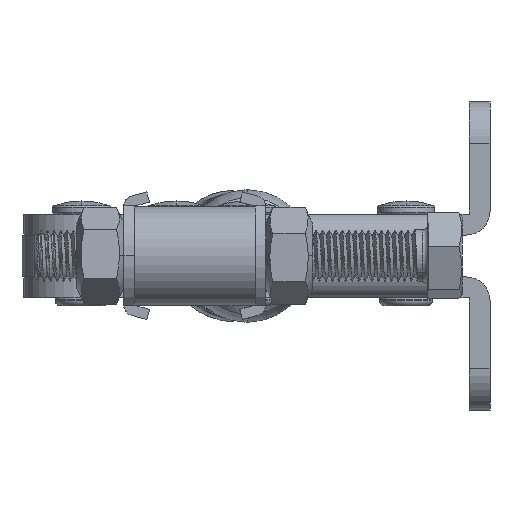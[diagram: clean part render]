
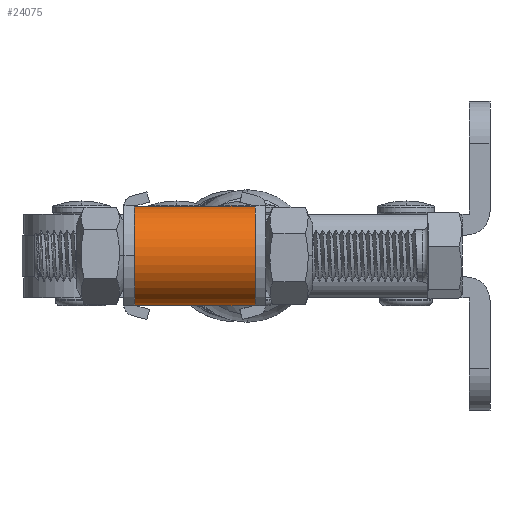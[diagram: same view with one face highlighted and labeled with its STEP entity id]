
A CAD part, left-side view. The second image highlights one B-rep face of the part: STEP entity #24075.
In plain terms, the highlighted cylindrical face has radius 9.5 mm (diameter 19 mm), a partial arc.
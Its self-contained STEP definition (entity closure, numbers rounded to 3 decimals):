
#3224 = CARTESIAN_POINT ( 'NONE',  ( 10.45, -45., 9.5 ) ) ;
#4705 = EDGE_CURVE ( 'NONE', #16731, #30169, #32650, .T. ) ;
#4734 = CARTESIAN_POINT ( 'NONE',  ( 10.45, 0., 9.5 ) ) ;
#6061 = DIRECTION ( 'NONE',  ( 0., 1., 0. ) ) ;
#6881 = CARTESIAN_POINT ( 'NONE',  ( 10.45, -45., 0. ) ) ;
#6966 = ORIENTED_EDGE ( 'NONE', *, *, #29566, .T. ) ;
#7561 = CARTESIAN_POINT ( 'NONE',  ( 10.45, 0., 0. ) ) ;
#7602 = DIRECTION ( 'NONE',  ( 0., 0., 1. ) ) ;
#8803 = CARTESIAN_POINT ( 'NONE',  ( 10.45, 0., 19. ) ) ;
#12144 = LINE ( 'NONE', #6881, #26159 ) ;
#13090 = ORIENTED_EDGE ( 'NONE', *, *, #25988, .T. ) ;
#14386 = EDGE_CURVE ( 'NONE', #25025, #24937, #12144, .T. ) ;
#15231 = DIRECTION ( 'NONE',  ( 0., -1., 0. ) ) ;
#15978 = ORIENTED_EDGE ( 'NONE', *, *, #14386, .F. ) ;
#16152 = EDGE_LOOP ( 'NONE', ( #13090, #15978, #6966, #23961 ) ) ;
#16731 = VERTEX_POINT ( 'NONE', #8803 ) ;
#20059 = DIRECTION ( 'NONE',  ( 0., 0., 1. ) ) ;
#20062 = CARTESIAN_POINT ( 'NONE',  ( 10.45, -45., 19. ) ) ;
#21912 = CIRCLE ( 'NONE', #25116, 9.5 ) ;
#22555 = DIRECTION ( 'NONE',  ( 0., 1., 0. ) ) ;
#22871 = FACE_OUTER_BOUND ( 'NONE', #16152, .T. ) ;
#23480 = AXIS2_PLACEMENT_3D ( 'NONE', #3224, #6061, #20059 ) ;
#23961 = ORIENTED_EDGE ( 'NONE', *, *, #4705, .T. ) ;
#24075 = ADVANCED_FACE ( 'NONE', ( #22871 ), #36001, .T. ) ;
#24413 = DIRECTION ( 'NONE',  ( 0., 1., 0. ) ) ;
#24937 = VERTEX_POINT ( 'NONE', #32479 ) ;
#25025 = VERTEX_POINT ( 'NONE', #7561 ) ;
#25116 = AXIS2_PLACEMENT_3D ( 'NONE', #32038, #15231, #34847 ) ;
#25988 = EDGE_CURVE ( 'NONE', #30169, #24937, #21912, .T. ) ;
#26041 = VECTOR ( 'NONE', #22555, 1000. ) ;
#26159 = VECTOR ( 'NONE', #32175, 1000. ) ;
#26195 = CARTESIAN_POINT ( 'NONE',  ( 10.45, 23., 19. ) ) ;
#27731 = AXIS2_PLACEMENT_3D ( 'NONE', #4734, #24413, #7602 ) ;
#29566 = EDGE_CURVE ( 'NONE', #25025, #16731, #35723, .T. ) ;
#30169 = VERTEX_POINT ( 'NONE', #26195 ) ;
#32038 = CARTESIAN_POINT ( 'NONE',  ( 10.45, 23., 9.5 ) ) ;
#32175 = DIRECTION ( 'NONE',  ( 0., 1., 0. ) ) ;
#32479 = CARTESIAN_POINT ( 'NONE',  ( 10.45, 23., 0. ) ) ;
#32650 = LINE ( 'NONE', #20062, #26041 ) ;
#34847 = DIRECTION ( 'NONE',  ( 0., 0., -1. ) ) ;
#35723 = CIRCLE ( 'NONE', #27731, 9.5 ) ;
#36001 = CYLINDRICAL_SURFACE ( 'NONE', #23480, 9.5 ) ;
